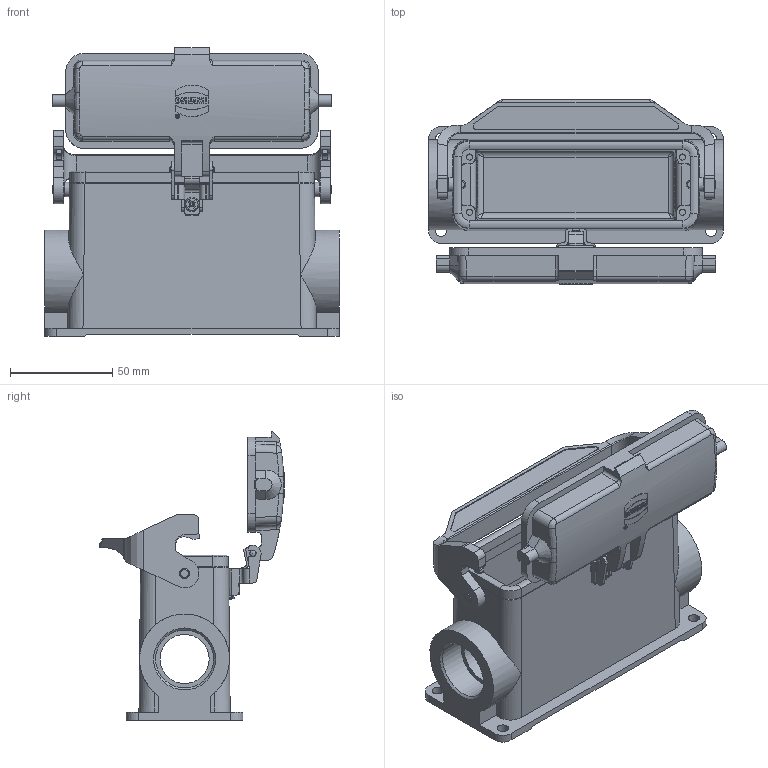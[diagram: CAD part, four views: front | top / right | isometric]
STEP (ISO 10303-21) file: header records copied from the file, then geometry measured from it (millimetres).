
FILE_DESCRIPTION(/* description */ (''),/* implementation_level */ '2;1');
FILE_NAME(/* name */ '100765379ugm000_a.stp',/* time_stamp */ '2019-08-07T08:06:31+02:00',/* author */ (''),/* organization */ (''),/* preprocessor_version */ 'ST-DEVELOPER v16.7',/* originating_system */ 'SIEMENS PLM Software NX 12.0',/* authorisation */ '');
FILE_SCHEMA (('AUTOMOTIVE_DESIGN { 1 0 10303 214 3 1 1 1 }'));
Length unit declared in the file: millimetre
Products named in the file (1): 100765379ugm000_a
Bounding box: 144 x 90.27 x 141.13 mm (x, y, z)
Volume: 214820 mm3; surface area: 104878.4 mm2
Topology: 3 solids, 4 shells, 757 faces, 2039 edges, 1317 vertices
Faces by surface type: plane 359, cylinder 212, bspline 116, cone 33, torus 19, extrusion 16, sphere 2
Full cylindrical faces by diameter (mm): 2.95 x2, 3 x6, 3.05 x1, 4 x2, 4.8 x2, 5.6 x4, 7 x3, 24 x2, 28.3 x2
Entity records: 32095 total; most frequent: CARTESIAN_POINT 10003, ORIENTED_EDGE 3946, DIRECTION 3312, EDGE_CURVE 1973, VERTEX_POINT 1295, AXIS2_PLACEMENT_3D 1116, VECTOR 1080, LINE 1064
